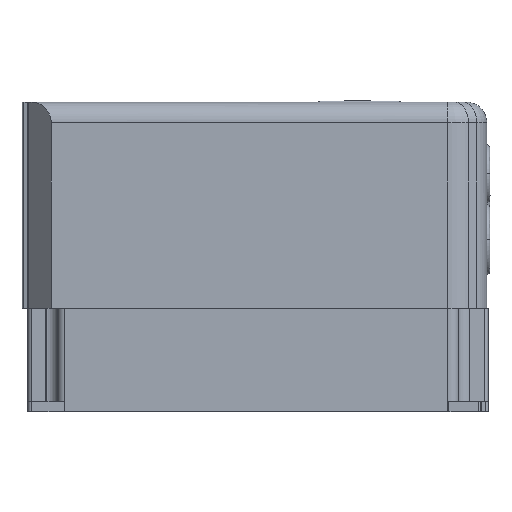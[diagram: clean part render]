
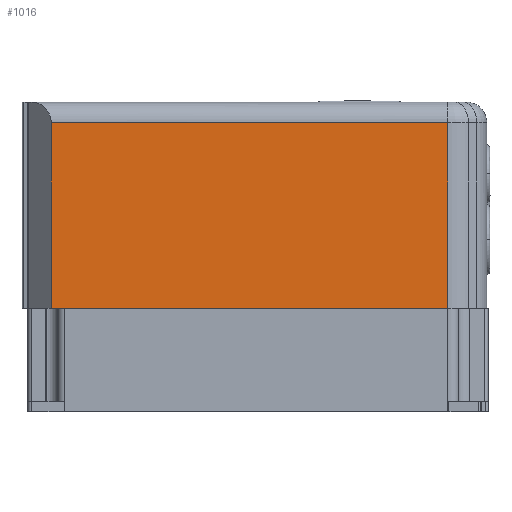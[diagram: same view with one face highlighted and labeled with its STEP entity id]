
A CAD part, left-side view. The second image highlights one B-rep face of the part: STEP entity #1016.
In plain terms, the highlighted planar face has unit normal (-1, 0, 0).
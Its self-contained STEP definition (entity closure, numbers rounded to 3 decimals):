
#1016 = ADVANCED_FACE ( 'NONE', ( #8397 ), #11392, .F. ) ;
#1172 = DIRECTION ( 'NONE',  ( 0., 0., -1. ) ) ;
#1824 = LINE ( 'NONE', #3383, #11275 ) ;
#2305 = DIRECTION ( 'NONE',  ( 0., -1., 0. ) ) ;
#2364 = ORIENTED_EDGE ( 'NONE', *, *, #10340, .F. ) ;
#3153 = VERTEX_POINT ( 'NONE', #5589 ) ;
#3365 = EDGE_LOOP ( 'NONE', ( #19133, #21506, #2364, #21704 ) ) ;
#3383 = CARTESIAN_POINT ( 'NONE',  ( -65.045, -97.495, 50. ) ) ;
#4559 = VECTOR ( 'NONE', #20077, 1000. ) ;
#4897 = CARTESIAN_POINT ( 'NONE',  ( -65.045, -97.442, 139.5 ) ) ;
#5088 = VECTOR ( 'NONE', #2305, 1000. ) ;
#5589 = CARTESIAN_POINT ( 'NONE',  ( -65.045, -97.442, 50. ) ) ;
#5937 = DIRECTION ( 'NONE',  ( 0., 0., -1. ) ) ;
#6150 = CARTESIAN_POINT ( 'NONE',  ( -65.045, 93.843, 50. ) ) ;
#8397 = FACE_OUTER_BOUND ( 'NONE', #3365, .T. ) ;
#9337 = LINE ( 'NONE', #16568, #4559 ) ;
#10147 = EDGE_CURVE ( 'NONE', #3153, #10395, #1824, .T. ) ;
#10340 = EDGE_CURVE ( 'NONE', #20024, #3153, #9337, .T. ) ;
#10395 = VERTEX_POINT ( 'NONE', #6150 ) ;
#11275 = VECTOR ( 'NONE', #15783, 1000. ) ;
#11392 = PLANE ( 'NONE',  #15269 ) ;
#11817 = DIRECTION ( 'NONE',  ( 1., 0., 0. ) ) ;
#14709 = CARTESIAN_POINT ( 'NONE',  ( -65.045, 93.843, 139.5 ) ) ;
#15269 = AXIS2_PLACEMENT_3D ( 'NONE', #22378, #11817, #1172 ) ;
#15783 = DIRECTION ( 'NONE',  ( 0., 1., 0. ) ) ;
#15825 = LINE ( 'NONE', #21856, #19957 ) ;
#16568 = CARTESIAN_POINT ( 'NONE',  ( -65.045, -97.442, 149.5 ) ) ;
#19133 = ORIENTED_EDGE ( 'NONE', *, *, #20843, .T. ) ;
#19214 = LINE ( 'NONE', #14709, #5088 ) ;
#19723 = CARTESIAN_POINT ( 'NONE',  ( -65.045, 93.843, 139.5 ) ) ;
#19957 = VECTOR ( 'NONE', #5937, 1000. ) ;
#20024 = VERTEX_POINT ( 'NONE', #4897 ) ;
#20077 = DIRECTION ( 'NONE',  ( 0., 0., -1. ) ) ;
#20843 = EDGE_CURVE ( 'NONE', #21758, #10395, #15825, .T. ) ;
#21506 = ORIENTED_EDGE ( 'NONE', *, *, #10147, .F. ) ;
#21704 = ORIENTED_EDGE ( 'NONE', *, *, #22706, .F. ) ;
#21758 = VERTEX_POINT ( 'NONE', #19723 ) ;
#21856 = CARTESIAN_POINT ( 'NONE',  ( -65.045, 93.843, 149.5 ) ) ;
#22378 = CARTESIAN_POINT ( 'NONE',  ( -65.045, 93.843, 149.5 ) ) ;
#22706 = EDGE_CURVE ( 'NONE', #21758, #20024, #19214, .T. ) ;
